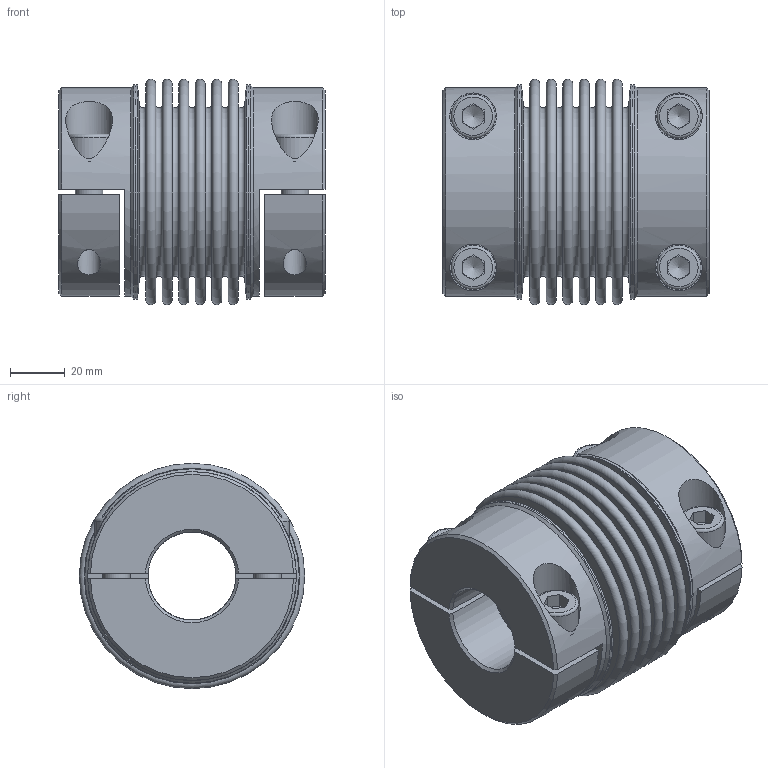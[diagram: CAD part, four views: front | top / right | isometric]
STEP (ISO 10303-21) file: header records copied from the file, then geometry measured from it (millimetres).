
FILE_DESCRIPTION(/* description */ ('Unknown','CAx-IF Rec.Pracs.---Representation and Presentation of Product Manufacturing Information (PMI)---4.0---2014-10-13','CAx-IF Rec.Pracs.---3D Tessellated Geometry---0.4---2014-09-14','2;1'),/* implementation_level */ '2;1');
FILE_NAME(/* name */ 'mb-02924576-1',/* time_stamp */ '2022-12-01T15:02:24+01:00',/* author */ ('Unknown'),/* organization */ ('Unknown'),/* preprocessor_version */ 'ST-DEVELOPER v18.102',/* originating_system */ 'Solid Edge',/* authorisation */ 'Unknown');
FILE_SCHEMA (('AP242_MANAGED_MODEL_BASED_3D_ENGINEERING_MIM_LF { 1 0 10303 442 1 1 4 }'));
Length unit declared in the file: millimetre
Products named in the file (1): mb-02924576
Bounding box: 96.85 x 82 x 82 mm (x, y, z)
Volume: 214643.7 mm3; surface area: 125467.7 mm2
Topology: 1 solids, 1 shells, 188 faces, 400 edges, 258 vertices
Faces by surface type: plane 106, cylinder 32, torus 30, cone 20
Full cylindrical faces by diameter (mm): 8.5 x4, 10 x4, 10.4 x4, 16 x4, 17 x4, 32 x2, 76 x2, 77.6 x2, 78 x2
Entity records: 5290 total; most frequent: CARTESIAN_POINT 1544, DIRECTION 808, ORIENTED_EDGE 604, AXIS2_PLACEMENT_3D 340, FACE_BOUND 312, EDGE_LOOP 308, EDGE_CURVE 302, VERTEX_POINT 234
